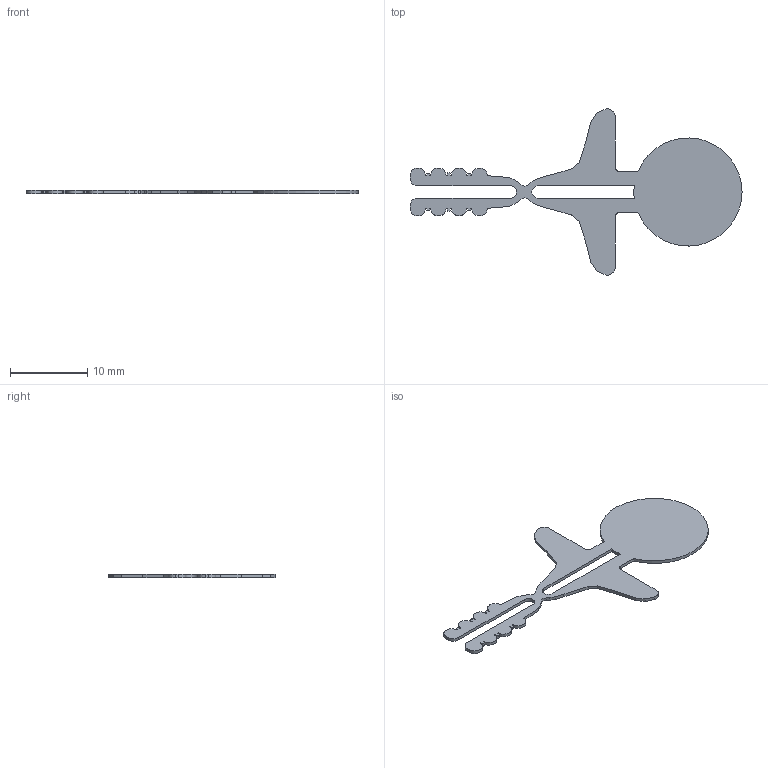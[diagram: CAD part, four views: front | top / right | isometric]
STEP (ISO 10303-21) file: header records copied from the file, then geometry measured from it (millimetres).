
FILE_DESCRIPTION(('Open CASCADE Model'),'2;1');
FILE_NAME('Open CASCADE Shape Model','2022-02-16T21:01:02',('Author'),( 'Open CASCADE'),'Open CASCADE STEP processor 6.8','Open CASCADE 6.8' ,'Unknown');
FILE_SCHEMA(('AUTOMOTIVE_DESIGN { 1 0 10303 214 1 1 1 1 }'));
Length unit declared in the file: millimetre
Products named in the file (3): PCB; Board; Open CASCADE STEP translator 6.8 1.1.1
Assembly tree (2 placements, depth 3):
  PCB
    Board
      Open CASCADE STEP translator 6.8 1.1.1
Bounding box: 43.02 x 21.55 x 0.41 mm (x, y, z)
Volume: 129 mm3; surface area: 707.9 mm2
Topology: 1 solids, 1 shells, 155 faces, 459 edges, 306 vertices
Faces by surface type: plane 103, cylinder 52
Entity records: 5238 total; most frequent: CARTESIAN_POINT 923, ORIENTED_EDGE 918, DIRECTION 879, EDGE_CURVE 459, LINE 355, VECTOR 355, VERTEX_POINT 306, AXIS2_PLACEMENT_3D 262
